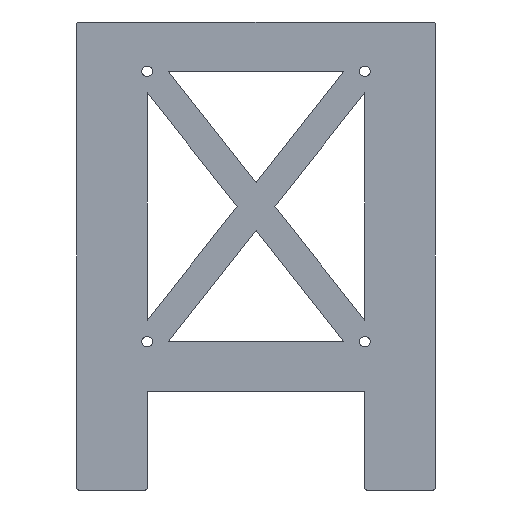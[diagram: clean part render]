
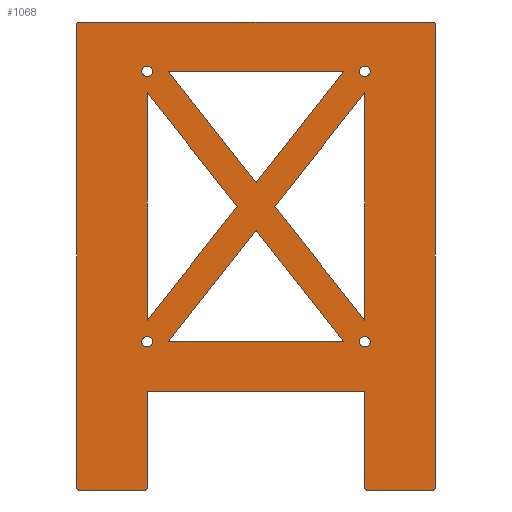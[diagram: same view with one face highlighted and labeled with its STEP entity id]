
A CAD part, front view. The second image highlights one B-rep face of the part: STEP entity #1068.
In plain terms, the highlighted planar face has unit normal (0, -1, 0).
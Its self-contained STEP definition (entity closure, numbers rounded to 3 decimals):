
#17=FACE_BOUND('',#155,.T.);
#18=FACE_BOUND('',#156,.T.);
#19=FACE_BOUND('',#157,.T.);
#20=FACE_BOUND('',#158,.T.);
#21=FACE_BOUND('',#159,.T.);
#22=FACE_BOUND('',#160,.T.);
#23=FACE_BOUND('',#161,.T.);
#24=FACE_BOUND('',#162,.T.);
#52=PLANE('',#1158);
#92=FACE_OUTER_BOUND('',#154,.T.);
#154=EDGE_LOOP('',(#791,#792,#793,#794,#795,#796,#797,#798,#799,#800,#801,
#802,#803,#804));
#155=EDGE_LOOP('',(#805));
#156=EDGE_LOOP('',(#806));
#157=EDGE_LOOP('',(#807));
#158=EDGE_LOOP('',(#808));
#159=EDGE_LOOP('',(#809,#810,#811));
#160=EDGE_LOOP('',(#812,#813,#814));
#161=EDGE_LOOP('',(#815,#816,#817));
#162=EDGE_LOOP('',(#818,#819,#820));
#239=LINE('',#1593,#337);
#256=LINE('',#1647,#354);
#259=LINE('',#1654,#357);
#260=LINE('',#1658,#358);
#261=LINE('',#1660,#359);
#262=LINE('',#1662,#360);
#263=LINE('',#1666,#361);
#264=LINE('',#1669,#362);
#265=LINE('',#1680,#363);
#266=LINE('',#1682,#364);
#267=LINE('',#1683,#365);
#268=LINE('',#1686,#366);
#269=LINE('',#1688,#367);
#270=LINE('',#1689,#368);
#271=LINE('',#1692,#369);
#272=LINE('',#1694,#370);
#273=LINE('',#1695,#371);
#274=LINE('',#1698,#372);
#275=LINE('',#1700,#373);
#276=LINE('',#1701,#374);
#337=VECTOR('',#1267,10.);
#354=VECTOR('',#1318,10.);
#357=VECTOR('',#1327,10.);
#358=VECTOR('',#1330,10.);
#359=VECTOR('',#1331,10.);
#360=VECTOR('',#1332,10.);
#361=VECTOR('',#1335,10.);
#362=VECTOR('',#1338,10.);
#363=VECTOR('',#1347,10.);
#364=VECTOR('',#1348,10.);
#365=VECTOR('',#1349,10.);
#366=VECTOR('',#1350,10.);
#367=VECTOR('',#1351,10.);
#368=VECTOR('',#1352,10.);
#369=VECTOR('',#1353,10.);
#370=VECTOR('',#1354,10.);
#371=VECTOR('',#1355,10.);
#372=VECTOR('',#1356,10.);
#373=VECTOR('',#1357,10.);
#374=VECTOR('',#1358,10.);
#430=CIRCLE('',#1133,0.5);
#442=CIRCLE('',#1152,0.5);
#444=CIRCLE('',#1157,0.5);
#445=CIRCLE('',#1159,0.5);
#446=CIRCLE('',#1160,0.5);
#447=CIRCLE('',#1161,0.5);
#448=CIRCLE('',#1162,1.5);
#449=CIRCLE('',#1163,1.5);
#450=CIRCLE('',#1164,1.5);
#451=CIRCLE('',#1165,1.5);
#483=VERTEX_POINT('',#1572);
#484=VERTEX_POINT('',#1574);
#491=VERTEX_POINT('',#1592);
#507=VERTEX_POINT('',#1634);
#510=VERTEX_POINT('',#1644);
#511=VERTEX_POINT('',#1646);
#512=VERTEX_POINT('',#1650);
#513=VERTEX_POINT('',#1655);
#514=VERTEX_POINT('',#1657);
#515=VERTEX_POINT('',#1659);
#516=VERTEX_POINT('',#1661);
#517=VERTEX_POINT('',#1663);
#518=VERTEX_POINT('',#1665);
#519=VERTEX_POINT('',#1667);
#520=VERTEX_POINT('',#1670);
#521=VERTEX_POINT('',#1672);
#522=VERTEX_POINT('',#1674);
#523=VERTEX_POINT('',#1676);
#524=VERTEX_POINT('',#1678);
#525=VERTEX_POINT('',#1679);
#526=VERTEX_POINT('',#1681);
#527=VERTEX_POINT('',#1684);
#528=VERTEX_POINT('',#1685);
#529=VERTEX_POINT('',#1687);
#530=VERTEX_POINT('',#1690);
#531=VERTEX_POINT('',#1691);
#532=VERTEX_POINT('',#1693);
#533=VERTEX_POINT('',#1696);
#534=VERTEX_POINT('',#1697);
#535=VERTEX_POINT('',#1699);
#583=EDGE_CURVE('',#483,#484,#430,.T.);
#592=EDGE_CURVE('',#484,#491,#239,.F.);
#613=EDGE_CURVE('',#491,#507,#442,.T.);
#619=EDGE_CURVE('',#511,#510,#256,.T.);
#621=EDGE_CURVE('',#511,#512,#444,.T.);
#623=EDGE_CURVE('',#512,#483,#259,.T.);
#624=EDGE_CURVE('',#513,#510,#445,.T.);
#625=EDGE_CURVE('',#513,#514,#260,.T.);
#626=EDGE_CURVE('',#514,#515,#261,.T.);
#627=EDGE_CURVE('',#515,#516,#262,.T.);
#628=EDGE_CURVE('',#517,#516,#446,.T.);
#629=EDGE_CURVE('',#517,#518,#263,.T.);
#630=EDGE_CURVE('',#519,#518,#447,.T.);
#631=EDGE_CURVE('',#507,#519,#264,.T.);
#632=EDGE_CURVE('',#520,#520,#448,.T.);
#633=EDGE_CURVE('',#521,#521,#449,.T.);
#634=EDGE_CURVE('',#522,#522,#450,.T.);
#635=EDGE_CURVE('',#523,#523,#451,.T.);
#636=EDGE_CURVE('',#524,#525,#265,.T.);
#637=EDGE_CURVE('',#525,#526,#266,.T.);
#638=EDGE_CURVE('',#526,#524,#267,.T.);
#639=EDGE_CURVE('',#527,#528,#268,.T.);
#640=EDGE_CURVE('',#528,#529,#269,.T.);
#641=EDGE_CURVE('',#529,#527,#270,.T.);
#642=EDGE_CURVE('',#530,#531,#271,.T.);
#643=EDGE_CURVE('',#531,#532,#272,.T.);
#644=EDGE_CURVE('',#532,#530,#273,.T.);
#645=EDGE_CURVE('',#533,#534,#274,.T.);
#646=EDGE_CURVE('',#534,#535,#275,.T.);
#647=EDGE_CURVE('',#535,#533,#276,.T.);
#791=ORIENTED_EDGE('',*,*,#583,.F.);
#792=ORIENTED_EDGE('',*,*,#623,.F.);
#793=ORIENTED_EDGE('',*,*,#621,.F.);
#794=ORIENTED_EDGE('',*,*,#619,.T.);
#795=ORIENTED_EDGE('',*,*,#624,.F.);
#796=ORIENTED_EDGE('',*,*,#625,.T.);
#797=ORIENTED_EDGE('',*,*,#626,.T.);
#798=ORIENTED_EDGE('',*,*,#627,.T.);
#799=ORIENTED_EDGE('',*,*,#628,.F.);
#800=ORIENTED_EDGE('',*,*,#629,.T.);
#801=ORIENTED_EDGE('',*,*,#630,.F.);
#802=ORIENTED_EDGE('',*,*,#631,.F.);
#803=ORIENTED_EDGE('',*,*,#613,.F.);
#804=ORIENTED_EDGE('',*,*,#592,.F.);
#805=ORIENTED_EDGE('',*,*,#632,.T.);
#806=ORIENTED_EDGE('',*,*,#633,.T.);
#807=ORIENTED_EDGE('',*,*,#634,.T.);
#808=ORIENTED_EDGE('',*,*,#635,.T.);
#809=ORIENTED_EDGE('',*,*,#636,.T.);
#810=ORIENTED_EDGE('',*,*,#637,.T.);
#811=ORIENTED_EDGE('',*,*,#638,.T.);
#812=ORIENTED_EDGE('',*,*,#639,.T.);
#813=ORIENTED_EDGE('',*,*,#640,.T.);
#814=ORIENTED_EDGE('',*,*,#641,.T.);
#815=ORIENTED_EDGE('',*,*,#642,.T.);
#816=ORIENTED_EDGE('',*,*,#643,.T.);
#817=ORIENTED_EDGE('',*,*,#644,.T.);
#818=ORIENTED_EDGE('',*,*,#645,.T.);
#819=ORIENTED_EDGE('',*,*,#646,.T.);
#820=ORIENTED_EDGE('',*,*,#647,.T.);
#1068=ADVANCED_FACE('',(#92,#17,#18,#19,#20,#21,#22,#23,#24),#52,.F.);
#1133=AXIS2_PLACEMENT_3D('',#1575,#1250,#1251);
#1152=AXIS2_PLACEMENT_3D('',#1635,#1306,#1307);
#1157=AXIS2_PLACEMENT_3D('',#1651,#1322,#1323);
#1158=AXIS2_PLACEMENT_3D('',#1653,#1325,#1326);
#1159=AXIS2_PLACEMENT_3D('',#1656,#1328,#1329);
#1160=AXIS2_PLACEMENT_3D('',#1664,#1333,#1334);
#1161=AXIS2_PLACEMENT_3D('',#1668,#1336,#1337);
#1162=AXIS2_PLACEMENT_3D('',#1671,#1339,#1340);
#1163=AXIS2_PLACEMENT_3D('',#1673,#1341,#1342);
#1164=AXIS2_PLACEMENT_3D('',#1675,#1343,#1344);
#1165=AXIS2_PLACEMENT_3D('',#1677,#1345,#1346);
#1250=DIRECTION('center_axis',(0.,1.,0.));
#1251=DIRECTION('ref_axis',(-0.707,0.,0.707));
#1267=DIRECTION('',(-1.,0.,0.));
#1306=DIRECTION('center_axis',(0.,1.,0.));
#1307=DIRECTION('ref_axis',(0.707,0.,0.707));
#1318=DIRECTION('',(1.,0.,0.));
#1322=DIRECTION('center_axis',(0.,1.,0.));
#1323=DIRECTION('ref_axis',(-0.707,0.,-0.707));
#1325=DIRECTION('center_axis',(0.,1.,0.));
#1326=DIRECTION('ref_axis',(0.,0.,1.));
#1327=DIRECTION('',(0.,0.,1.));
#1328=DIRECTION('center_axis',(0.,1.,0.));
#1329=DIRECTION('ref_axis',(0.707,0.,-0.707));
#1330=DIRECTION('',(0.,0.,1.));
#1331=DIRECTION('',(1.,0.,0.));
#1332=DIRECTION('',(0.,0.,-1.));
#1333=DIRECTION('center_axis',(0.,1.,0.));
#1334=DIRECTION('ref_axis',(-0.707,0.,-0.707));
#1335=DIRECTION('',(1.,0.,0.));
#1336=DIRECTION('center_axis',(0.,1.,0.));
#1337=DIRECTION('ref_axis',(0.707,0.,-0.707));
#1338=DIRECTION('',(0.,0.,-1.));
#1339=DIRECTION('center_axis',(0.,1.,0.));
#1340=DIRECTION('ref_axis',(-1.,0.,0.));
#1341=DIRECTION('center_axis',(0.,1.,0.));
#1342=DIRECTION('ref_axis',(-1.,0.,0.));
#1343=DIRECTION('center_axis',(0.,1.,0.));
#1344=DIRECTION('ref_axis',(-1.,0.,0.));
#1345=DIRECTION('center_axis',(0.,1.,0.));
#1346=DIRECTION('ref_axis',(-1.,0.,0.));
#1347=DIRECTION('',(0.62,0.,-0.785));
#1348=DIRECTION('',(-1.,0.,0.));
#1349=DIRECTION('',(0.62,0.,0.785));
#1350=DIRECTION('',(0.62,0.,0.785));
#1351=DIRECTION('',(0.,0.,-1.));
#1352=DIRECTION('',(-0.62,0.,0.785));
#1353=DIRECTION('',(0.62,0.,-0.785));
#1354=DIRECTION('',(-0.62,0.,-0.785));
#1355=DIRECTION('',(0.,0.,1.));
#1356=DIRECTION('',(1.,0.,0.));
#1357=DIRECTION('',(-0.62,0.,-0.785));
#1358=DIRECTION('',(-0.62,0.,0.785));
#1572=CARTESIAN_POINT('',(-25.,2.,23.));
#1574=CARTESIAN_POINT('',(-24.5,2.,23.5));
#1575=CARTESIAN_POINT('Origin',(-24.5,2.,23.));
#1592=CARTESIAN_POINT('',(76.1,2.,23.5));
#1593=CARTESIAN_POINT('',(-25.,2.,23.5));
#1634=CARTESIAN_POINT('',(76.6,2.,23.));
#1635=CARTESIAN_POINT('Origin',(76.1,2.,23.));
#1644=CARTESIAN_POINT('',(-5.56,2.,-109.151));
#1646=CARTESIAN_POINT('',(-24.5,2.,-109.151));
#1647=CARTESIAN_POINT('',(-25.,2.,-109.151));
#1650=CARTESIAN_POINT('',(-25.,2.,-108.651));
#1651=CARTESIAN_POINT('Origin',(-24.5,2.,-108.651));
#1653=CARTESIAN_POINT('Origin',(-25.,2.,25.));
#1654=CARTESIAN_POINT('',(-25.,2.,-11.75));
#1655=CARTESIAN_POINT('',(-5.06,2.,-108.651));
#1656=CARTESIAN_POINT('Origin',(-5.56,2.,-108.651));
#1657=CARTESIAN_POINT('',(-5.06,2.,-81.117));
#1658=CARTESIAN_POINT('',(-5.06,2.,-28.058));
#1659=CARTESIAN_POINT('',(56.66,2.,-81.117));
#1660=CARTESIAN_POINT('',(15.83,2.,-81.117));
#1661=CARTESIAN_POINT('',(56.66,2.,-108.651));
#1662=CARTESIAN_POINT('',(56.66,2.,-42.076));
#1663=CARTESIAN_POINT('',(57.16,2.,-109.151));
#1664=CARTESIAN_POINT('Origin',(57.16,2.,-108.651));
#1665=CARTESIAN_POINT('',(76.1,2.,-109.151));
#1666=CARTESIAN_POINT('',(-25.,2.,-109.151));
#1667=CARTESIAN_POINT('',(76.6,2.,-108.651));
#1668=CARTESIAN_POINT('Origin',(76.1,2.,-108.651));
#1669=CARTESIAN_POINT('',(76.6,2.,-11.75));
#1670=CARTESIAN_POINT('',(58.16,2.,9.5));
#1671=CARTESIAN_POINT('Origin',(56.66,2.,9.5));
#1672=CARTESIAN_POINT('',(58.16,2.,-67.1));
#1673=CARTESIAN_POINT('Origin',(56.66,2.,-67.1));
#1674=CARTESIAN_POINT('',(-3.56,2.,9.5));
#1675=CARTESIAN_POINT('Origin',(-5.06,2.,9.5));
#1676=CARTESIAN_POINT('',(-3.56,2.,-67.1));
#1677=CARTESIAN_POINT('Origin',(-5.06,2.,-67.1));
#1678=CARTESIAN_POINT('',(25.8,2.,-35.601));
#1679=CARTESIAN_POINT('',(50.66,2.,-67.1));
#1680=CARTESIAN_POINT('',(13.745,2.,-20.327));
#1681=CARTESIAN_POINT('',(0.94,2.,-67.1));
#1682=CARTESIAN_POINT('',(-12.03,2.,-67.1));
#1683=CARTESIAN_POINT('',(30.787,2.,-29.283));
#1684=CARTESIAN_POINT('',(31.168,2.,-28.8));
#1685=CARTESIAN_POINT('',(56.66,2.,3.5));
#1686=CARTESIAN_POINT('',(46.217,2.,-9.732));
#1687=CARTESIAN_POINT('',(56.66,2.,-61.1));
#1688=CARTESIAN_POINT('',(56.66,2.,-18.05));
#1689=CARTESIAN_POINT('',(7.307,2.,1.433));
#1690=CARTESIAN_POINT('',(-5.06,2.,3.5));
#1691=CARTESIAN_POINT('',(20.432,2.,-28.8));
#1692=CARTESIAN_POINT('',(-1.368,2.,-1.177));
#1693=CARTESIAN_POINT('',(-5.06,2.,-61.1));
#1694=CARTESIAN_POINT('',(12.049,2.,-39.422));
#1695=CARTESIAN_POINT('',(-5.06,2.,14.25));
#1696=CARTESIAN_POINT('',(0.94,2.,9.5));
#1697=CARTESIAN_POINT('',(50.66,2.,9.5));
#1698=CARTESIAN_POINT('',(12.83,2.,9.5));
#1699=CARTESIAN_POINT('',(25.8,2.,-21.999));
#1700=CARTESIAN_POINT('',(27.479,2.,-19.871));
#1701=CARTESIAN_POINT('',(-7.807,2.,20.583));
